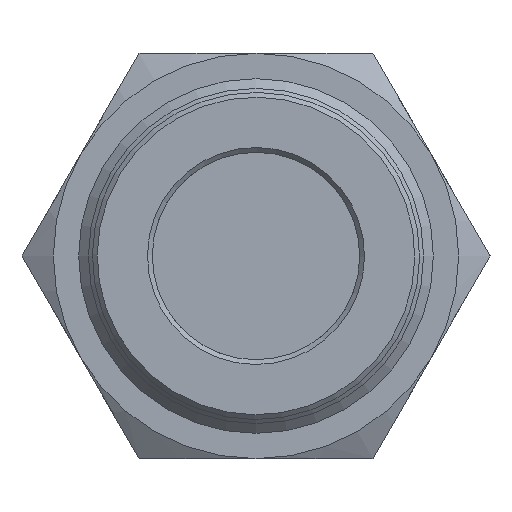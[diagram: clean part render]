
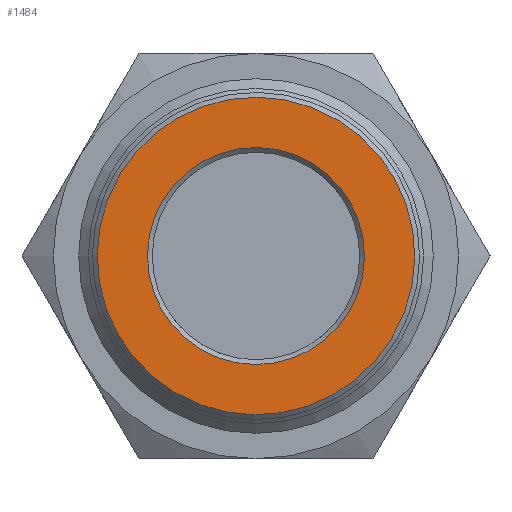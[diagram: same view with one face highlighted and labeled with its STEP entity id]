
A CAD part, left-side view. The second image highlights one B-rep face of the part: STEP entity #1484.
In plain terms, the highlighted face is planar.
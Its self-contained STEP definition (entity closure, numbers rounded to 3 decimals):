
#1453=CARTESIAN_POINT('',(6.8,5.,0.));
#1454=VERTEX_POINT('',#1453);
#1455=CARTESIAN_POINT('',(0.,5.,0.0));
#1456=DIRECTION('',(0.0,1.0,0.0));
#1457=DIRECTION('',(-1.0,0.0,0.0));
#1458=AXIS2_PLACEMENT_3D('',#1455,#1456,#1457);
#1459=CIRCLE('',#1458,6.8);
#1460=EDGE_CURVE('',#1454,#1454,#1459,.T.);
#1465=CARTESIAN_POINT('',(0.,5.,0.));
#1466=DIRECTION('',(0.0,-1.0,0.0));
#1467=DIRECTION('',(0.0,0.0,-1.0));
#1468=AXIS2_PLACEMENT_3D('',#1465,#1466,#1467);
#1469=PLANE('',#1468);
#1470=CARTESIAN_POINT('',(9.95,5.,0.));
#1471=VERTEX_POINT('',#1470);
#1472=CARTESIAN_POINT('',(0.,5.,0.0));
#1473=DIRECTION('',(0.0,-1.0,0.0));
#1474=DIRECTION('',(-1.0,0.0,0.0));
#1475=AXIS2_PLACEMENT_3D('',#1472,#1473,#1474);
#1476=CIRCLE('',#1475,9.95);
#1477=EDGE_CURVE('',#1471,#1471,#1476,.T.);
#1478=ORIENTED_EDGE('',*,*,#1477,.F.);
#1479=EDGE_LOOP('',(#1478));
#1480=FACE_OUTER_BOUND('',#1479,.T.);
#1481=ORIENTED_EDGE('',*,*,#1460,.F.);
#1482=EDGE_LOOP('',(#1481));
#1483=FACE_BOUND('',#1482,.T.);
#1484=ADVANCED_FACE('',(#1480,#1483),#1469,.F.);
